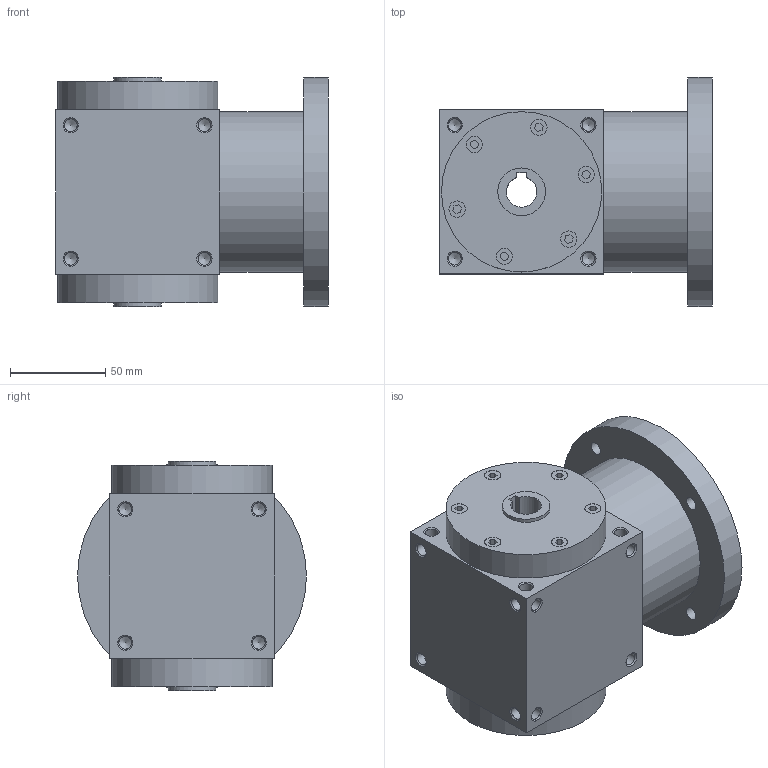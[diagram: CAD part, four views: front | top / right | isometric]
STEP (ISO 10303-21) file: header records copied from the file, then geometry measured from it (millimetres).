
FILE_DESCRIPTION( ( 'STEP AP214' ), '1' );
FILE_NAME( 'MRC86_MC2_R.1_1.5_80_B14.stp', '2018-08-13T13:36:49', ( '' ), ( '' ), ' ', 'PARTsolutions', ' ' );
FILE_SCHEMA( ( 'AUTOMOTIVE_DESIGN { 1 0 10303 214 1 1 1 1 }' ) );
Length unit declared in the file: millimetre
Products named in the file (3): MRC86_MC2_R.1/1.5_80/B14; _MRC8620-case; _MRX86_6-flange
Assembly tree (2 placements, depth 2):
  MRC86_MC2_R.1/1.5_80/B14
    _MRC8620-case
    _MRX86_6-flange
Bounding box: 143 x 120 x 120 mm (x, y, z)
Volume: 1111294 mm3; surface area: 111960.6 mm2
Topology: 2 solids, 2 shells, 244 faces, 677 edges, 437 vertices
Faces by surface type: plane 120, cylinder 76, cone 48
Full cylindrical faces by diameter (mm): 6.647 x48, 7 x4, 8.5 x12, 25 x2, 30 x1, 80 x1, 84 x3, 120 x1
Entity records: 8694 total; most frequent: DIRECTION 1198, CARTESIAN_POINT 1111, ORIENTED_EDGE 960, EDGE_CURVE 480, AXIS2_PLACEMENT_3D 471, EDGE_LOOP 406, VERTEX_POINT 384, FACE_OUTER_BOUND 316
